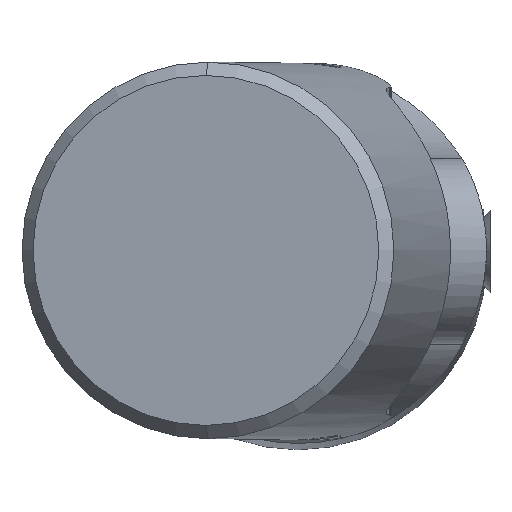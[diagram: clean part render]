
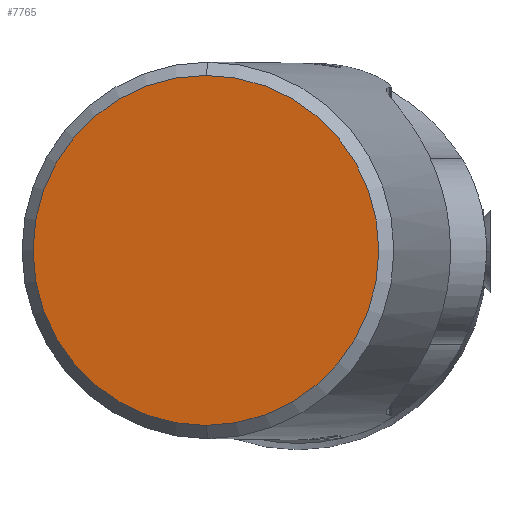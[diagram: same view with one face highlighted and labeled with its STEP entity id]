
A CAD part, top view. The second image highlights one B-rep face of the part: STEP entity #7765.
In plain terms, the highlighted face is planar.
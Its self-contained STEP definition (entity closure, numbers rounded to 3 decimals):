
#4155=CARTESIAN_POINT('',(0.,0.,0.));
#4156=DIRECTION('',(0.,0.,1.));
#4157=DIRECTION('',(-1.,0.,0.));
#4158=AXIS2_PLACEMENT_3D('',#4155,#4156,#4157);
#4160=CARTESIAN_POINT('',(0.,0.,0.));
#4161=DIRECTION('',(0.,0.,1.));
#4162=DIRECTION('',(1.,0.,0.));
#4163=AXIS2_PLACEMENT_3D('',#4160,#4161,#4162);
#7677=CARTESIAN_POINT('',(13.225,0.,0.));
#7678=CARTESIAN_POINT('',(-13.225,0.,0.));
#7679=VERTEX_POINT('',#7677);
#7680=VERTEX_POINT('',#7678);
#7755=CARTESIAN_POINT('',(0.,0.,0.));
#7756=DIRECTION('',(0.,0.,1.));
#7757=DIRECTION('',(1.,0.,0.));
#7758=AXIS2_PLACEMENT_3D('',#7755,#7756,#7757);
#7759=PLANE('',#7758);
#7761=ORIENTED_EDGE('',*,*,#7760,.T.);
#7762=ORIENTED_EDGE('',*,*,#7744,.T.);
#7763=EDGE_LOOP('',(#7761,#7762));
#7764=FACE_OUTER_BOUND('',#7763,.F.);
#7765=ADVANCED_FACE('',(#7764),#7759,.F.);
#4159=CIRCLE('',#4158,13.225);
#4164=CIRCLE('',#4163,13.225);
#7744=EDGE_CURVE('',#7679,#7680,#4164,.T.);
#7760=EDGE_CURVE('',#7680,#7679,#4159,.T.);
